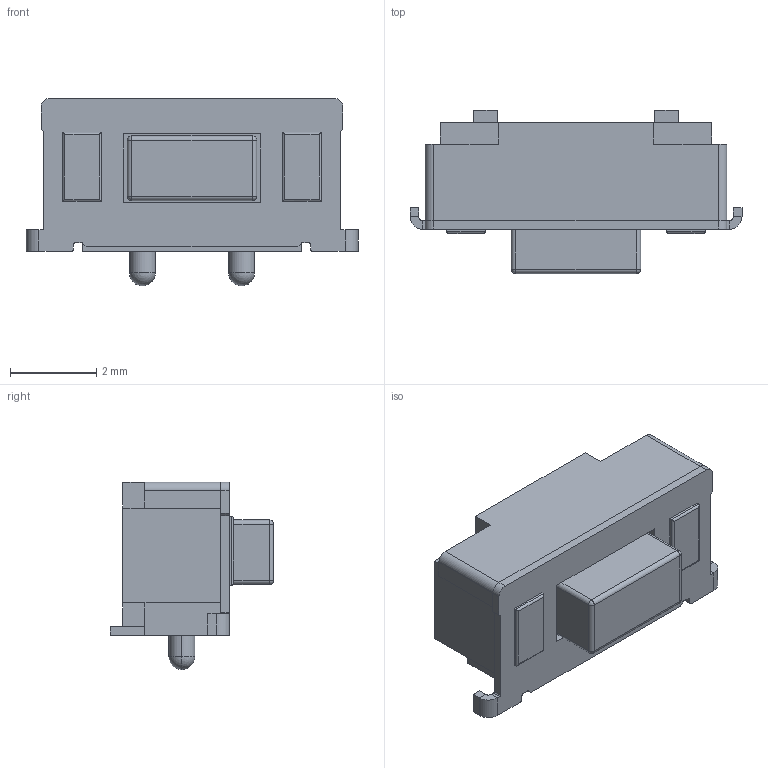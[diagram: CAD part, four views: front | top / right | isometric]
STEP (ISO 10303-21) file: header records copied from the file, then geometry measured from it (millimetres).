
FILE_DESCRIPTION (( 'STEP AP214' ), '1' );
FILE_NAME ('SW-SMD_YTSB001XXXX.step', '2022-07-26T16:04:57', ( '' ), ( '' ), 'SwSTEP 2.0', 'SolidWorks 2020', '' );
FILE_SCHEMA (( 'AUTOMOTIVE_DESIGN' ));
Length unit declared in the file: millimetre
Products named in the file (1): SW-SMD_YTSB001XXXX
Bounding box: 7.7 x 3.79 x 4.35 mm (x, y, z)
Volume: 58.2 mm3; surface area: 168.2 mm2
Topology: 20 solids, 20 shells, 428 faces, 1109 edges, 722 vertices
Faces by surface type: plane 270, bspline 112, cylinder 38, sphere 8
Entity records: 18331 total; most frequent: CARTESIAN_POINT 4372, ORIENTED_EDGE 2194, DIRECTION 1559, EDGE_CURVE 1097, LINE 797, VECTOR 797, VERTEX_POINT 718, EDGE_LOOP 451
